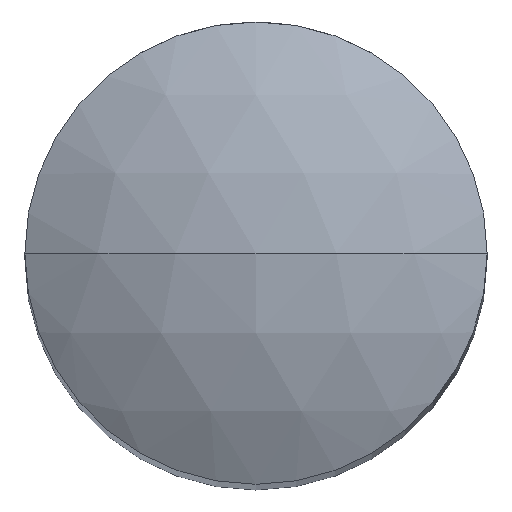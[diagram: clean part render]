
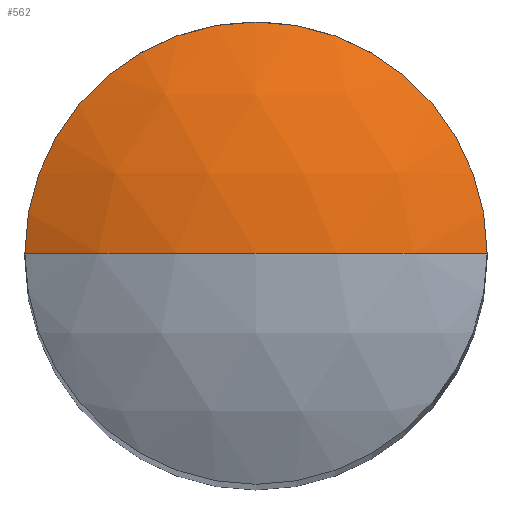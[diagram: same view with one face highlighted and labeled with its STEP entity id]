
A CAD part, top view. The second image highlights one B-rep face of the part: STEP entity #562.
In plain terms, the highlighted spherical face has radius 8 mm.
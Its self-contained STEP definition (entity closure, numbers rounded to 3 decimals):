
#28 = CARTESIAN_POINT ( 'NONE',  ( 0., 0., 28.928 ) ) ;
#30 = DIRECTION ( 'NONE',  ( 0., 0., 1. ) ) ;
#33 = DIRECTION ( 'NONE',  ( 0., 1., 0. ) ) ;
#41 = CARTESIAN_POINT ( 'NONE',  ( 0., 0., 22. ) ) ;
#106 = DIRECTION ( 'NONE',  ( -1., 0., 0. ) ) ;
#121 = VERTEX_POINT ( 'NONE', #232 ) ;
#135 = EDGE_CURVE ( 'NONE', #676, #121, #150, .T. ) ;
#142 = DIRECTION ( 'NONE',  ( 1., 0., 0. ) ) ;
#150 = CIRCLE ( 'NONE', #650, 8. ) ;
#195 = ORIENTED_EDGE ( 'NONE', *, *, #312, .F. ) ;
#232 = CARTESIAN_POINT ( 'NONE',  ( 4., 0., 28.928 ) ) ;
#312 = EDGE_CURVE ( 'NONE', #584, #121, #387, .T. ) ;
#319 = EDGE_CURVE ( 'NONE', #676, #584, #682, .T. ) ;
#372 = CARTESIAN_POINT ( 'NONE',  ( 0., 0., 30. ) ) ;
#373 = SPHERICAL_SURFACE ( 'NONE', #459, 8. ) ;
#382 = AXIS2_PLACEMENT_3D ( 'NONE', #772, #407, #825 ) ;
#387 = CIRCLE ( 'NONE', #548, 4. ) ;
#407 = DIRECTION ( 'NONE',  ( 0., -1., 0. ) ) ;
#436 = CARTESIAN_POINT ( 'NONE',  ( -4., 0., 28.928 ) ) ;
#459 = AXIS2_PLACEMENT_3D ( 'NONE', #847, #565, #142 ) ;
#531 = DIRECTION ( 'NONE',  ( 0., 0., -1. ) ) ;
#548 = AXIS2_PLACEMENT_3D ( 'NONE', #28, #531, #106 ) ;
#562 = ADVANCED_FACE ( 'NONE', ( #853 ), #373, .T. ) ;
#565 = DIRECTION ( 'NONE',  ( 0., -1., 0. ) ) ;
#584 = VERTEX_POINT ( 'NONE', #436 ) ;
#613 = ORIENTED_EDGE ( 'NONE', *, *, #319, .F. ) ;
#627 = EDGE_LOOP ( 'NONE', ( #613, #734, #195 ) ) ;
#650 = AXIS2_PLACEMENT_3D ( 'NONE', #41, #33, #30 ) ;
#676 = VERTEX_POINT ( 'NONE', #372 ) ;
#682 = CIRCLE ( 'NONE', #382, 8. ) ;
#734 = ORIENTED_EDGE ( 'NONE', *, *, #135, .T. ) ;
#772 = CARTESIAN_POINT ( 'NONE',  ( 0., 0., 22. ) ) ;
#825 = DIRECTION ( 'NONE',  ( 1., 0., 0. ) ) ;
#847 = CARTESIAN_POINT ( 'NONE',  ( 0., 0., 22. ) ) ;
#853 = FACE_OUTER_BOUND ( 'NONE', #627, .T. ) ;
